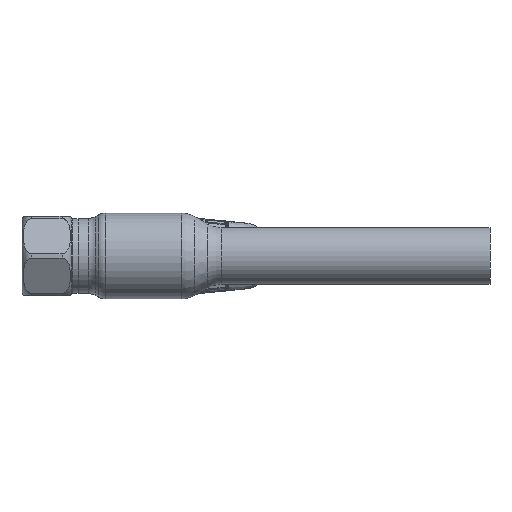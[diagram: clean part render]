
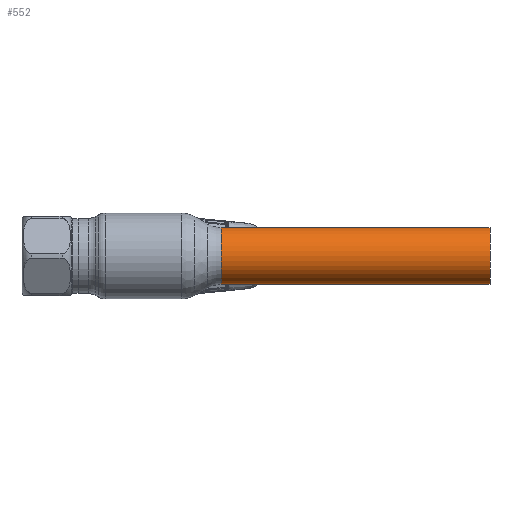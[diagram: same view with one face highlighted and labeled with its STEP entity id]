
A CAD part, front view. The second image highlights one B-rep face of the part: STEP entity #552.
In plain terms, the highlighted cylindrical face has radius 8.6 mm (diameter 17.2 mm), a partial arc.
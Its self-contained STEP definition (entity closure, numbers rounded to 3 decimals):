
#552 = ADVANCED_FACE ( 'NONE', ( #38593 ), #26098, .T. ) ;
#1008 = EDGE_CURVE ( 'NONE', #50065, #33651, #25081, .T. ) ;
#1411 = CARTESIAN_POINT ( 'NONE',  ( 23.515, 0., -8.6 ) ) ;
#1560 = VERTEX_POINT ( 'NONE', #51245 ) ;
#2590 = DIRECTION ( 'NONE',  ( 1., 0., 0. ) ) ;
#6161 = DIRECTION ( 'NONE',  ( 0., 0., -1. ) ) ;
#10498 = AXIS2_PLACEMENT_3D ( 'NONE', #14864, #31742, #52981 ) ;
#11990 = CARTESIAN_POINT ( 'NONE',  ( 23.515, 0., 8.6 ) ) ;
#12750 = AXIS2_PLACEMENT_3D ( 'NONE', #51714, #2590, #6161 ) ;
#14135 = ORIENTED_EDGE ( 'NONE', *, *, #1008, .T. ) ;
#14864 = CARTESIAN_POINT ( 'NONE',  ( 105., 0., 0. ) ) ;
#16994 = CARTESIAN_POINT ( 'NONE',  ( 105., 0., -8.6 ) ) ;
#22288 = ORIENTED_EDGE ( 'NONE', *, *, #43242, .F. ) ;
#25081 = CIRCLE ( 'NONE', #12750, 8.6 ) ;
#25486 = ORIENTED_EDGE ( 'NONE', *, *, #44846, .F. ) ;
#26098 = CYLINDRICAL_SURFACE ( 'NONE', #32218, 8.6 ) ;
#26105 = LINE ( 'NONE', #30266, #39877 ) ;
#28211 = VERTEX_POINT ( 'NONE', #16994 ) ;
#29720 = DIRECTION ( 'NONE',  ( 1., 0., 0. ) ) ;
#30266 = CARTESIAN_POINT ( 'NONE',  ( 62.69, 0., -8.6 ) ) ;
#31742 = DIRECTION ( 'NONE',  ( 1., 0., 0. ) ) ;
#32218 = AXIS2_PLACEMENT_3D ( 'NONE', #43028, #47663, #38863 ) ;
#33651 = VERTEX_POINT ( 'NONE', #1411 ) ;
#36230 = VECTOR ( 'NONE', #53917, 1000. ) ;
#37108 = CARTESIAN_POINT ( 'NONE',  ( 62.69, 0., 8.6 ) ) ;
#38593 = FACE_OUTER_BOUND ( 'NONE', #49877, .T. ) ;
#38863 = DIRECTION ( 'NONE',  ( 0., 0., -1. ) ) ;
#39877 = VECTOR ( 'NONE', #29720, 1000. ) ;
#41262 = LINE ( 'NONE', #37108, #36230 ) ;
#43028 = CARTESIAN_POINT ( 'NONE',  ( 62.69, 0., 0. ) ) ;
#43242 = EDGE_CURVE ( 'NONE', #1560, #28211, #52874, .T. ) ;
#43465 = ORIENTED_EDGE ( 'NONE', *, *, #48489, .T. ) ;
#44846 = EDGE_CURVE ( 'NONE', #50065, #1560, #41262, .T. ) ;
#47663 = DIRECTION ( 'NONE',  ( 1., 0., 0. ) ) ;
#48489 = EDGE_CURVE ( 'NONE', #33651, #28211, #26105, .T. ) ;
#49877 = EDGE_LOOP ( 'NONE', ( #25486, #14135, #43465, #22288 ) ) ;
#50065 = VERTEX_POINT ( 'NONE', #11990 ) ;
#51245 = CARTESIAN_POINT ( 'NONE',  ( 105., 0., 8.6 ) ) ;
#51714 = CARTESIAN_POINT ( 'NONE',  ( 23.515, 0., 0. ) ) ;
#52874 = CIRCLE ( 'NONE', #10498, 8.6 ) ;
#52981 = DIRECTION ( 'NONE',  ( 0., 0., -1. ) ) ;
#53917 = DIRECTION ( 'NONE',  ( 1., 0., 0. ) ) ;
